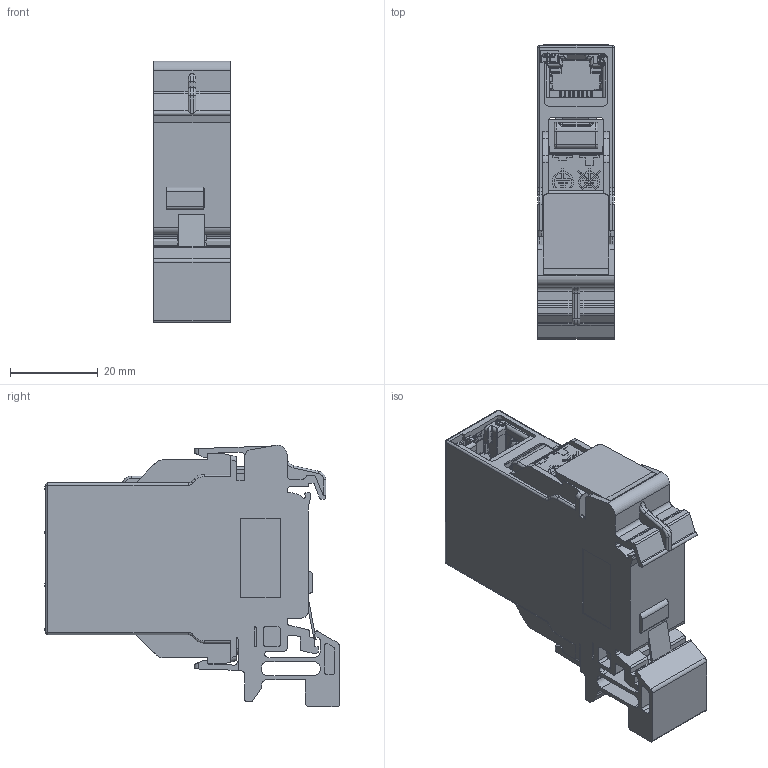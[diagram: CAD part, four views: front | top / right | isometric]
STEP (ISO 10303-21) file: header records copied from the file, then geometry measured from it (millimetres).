
FILE_DESCRIPTION (( 'STEP AP214' ), '1' );
FILE_NAME ('J80023A0003H50.STEP', '2013-02-14T12:37:21', ( 'Wartung1' ), ( '' ), 'SwSTEP 2.0', 'SolidWorks 2012', '' );
FILE_SCHEMA (( 'AUTOMOTIVE_DESIGN' ));
Length unit declared in the file: millimetre
Products named in the file (3): J80029A0010H50; J80023A0003H50
Assembly tree (2 placements, depth 2):
  J80023A0003H50
    J80023A0003H50
    J80029A0010H50
Bounding box: 17.5 x 67.05 x 59.55 mm (x, y, z)
Volume: 37362.7 mm3; surface area: 22353.8 mm2
Topology: 2 solids, 3 shells, 2777 faces, 7502 edges, 4670 vertices
Faces by surface type: plane 1511, cylinder 758, bspline 447, torus 49, sphere 6, cone 6
Entity records: 134551 total; most frequent: CARTESIAN_POINT 40404, ORIENTED_EDGE 14810, DIRECTION 11446, EDGE_CURVE 7405, LINE 4782, VECTOR 4782, VERTEX_POINT 4670, AXIS2_PLACEMENT_3D 3332
